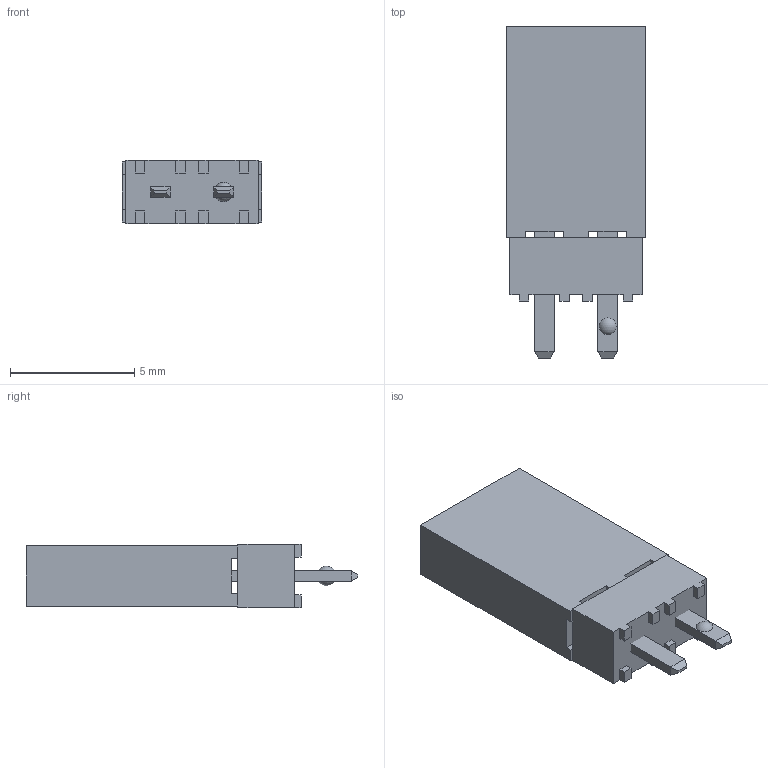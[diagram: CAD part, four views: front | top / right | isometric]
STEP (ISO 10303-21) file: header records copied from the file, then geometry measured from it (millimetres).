
FILE_DESCRIPTION( ( 'STEP AP214' ), ' ' );
FILE_NAME( 'ESW-102-12-T-S.stp', '2018-01-25T17:00:11', ( '' ), ( '' ), ' ', 'PARTsolutions', ' ' );
FILE_SCHEMA( ( 'AUTOMOTIVE_DESIGN { 1 0 10303 214 1 1 1 1 }' ) );
Length unit declared in the file: inch
Products named in the file (4): ESW-102-12-T-S; _ESW-102-12-T-S_socket; _ESW-102-12-T-S_pins; _ESW-102-12-T-S_bsocket
Assembly tree (3 placements, depth 2):
  ESW-102-12-T-S
    _ESW-102-12-T-S_socket
    _ESW-102-12-T-S_pins
    _ESW-102-12-T-S_bsocket
Bounding box: 5.59 x 13.34 x 2.54 mm (x, y, z)
Volume: 140.6 mm3; surface area: 339.5 mm2
Topology: 3 solids, 3 shells, 122 faces, 318 edges, 210 vertices
Faces by surface type: plane 118, cylinder 2, sphere 2
Entity records: 4706 total; most frequent: CARTESIAN_POINT 654, ORIENTED_EDGE 636, DIRECTION 576, EDGE_CURVE 318, LINE 312, VECTOR 312, VERTEX_POINT 210, AXIS2_PLACEMENT_3D 132
